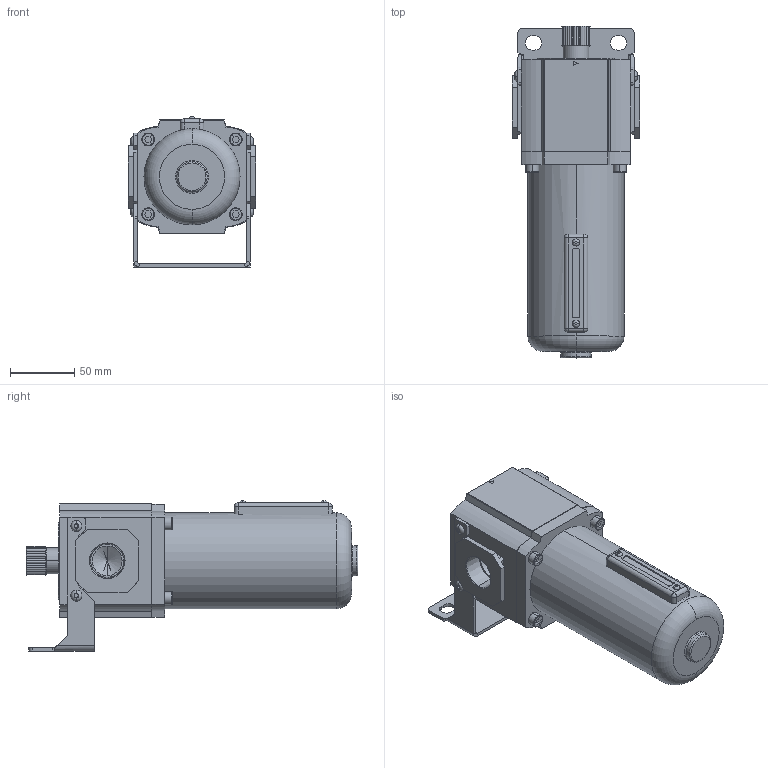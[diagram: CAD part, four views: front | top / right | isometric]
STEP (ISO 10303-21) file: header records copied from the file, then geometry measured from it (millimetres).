
FILE_DESCRIPTION (( 'STEP AP203' ), '1' );
FILE_NAME ('AL-66.step', '2015-11-09T22:41:09', ( '' ), ( '' ), 'SwSTEP 2.0', 'SolidWorks 2015', '' );
FILE_SCHEMA (( 'CONFIG_CONTROL_DESIGN' ));
Length unit declared in the file: millimetre
Products named in the file (1): AL-66
Bounding box: 99 x 257.5 x 116.47 mm (x, y, z)
Volume: 1248659.3 mm3; surface area: 114124.6 mm2
Topology: 6 solids, 6 shells, 570 faces, 1476 edges, 956 vertices
Faces by surface type: plane 343, cylinder 109, bspline 72, torus 26, cone 16, sphere 4
Entity records: 21655 total; most frequent: CARTESIAN_POINT 8245, ORIENTED_EDGE 2936, DIRECTION 2452, EDGE_CURVE 1468, VERTEX_POINT 956, VECTOR 866, LINE 866, AXIS2_PLACEMENT_3D 793
